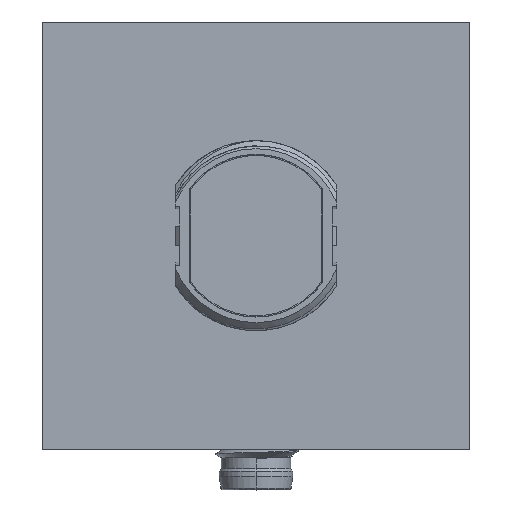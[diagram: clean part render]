
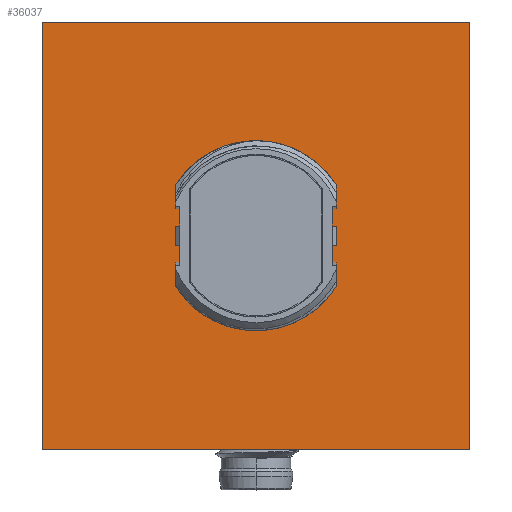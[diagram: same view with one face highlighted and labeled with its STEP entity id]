
A CAD part, top view. The second image highlights one B-rep face of the part: STEP entity #36037.
In plain terms, the highlighted face is planar.
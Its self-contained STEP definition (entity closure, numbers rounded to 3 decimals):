
#35998=DIRECTION('',(0.,-1.,0.));
#35999=VECTOR('',#35998,40.);
#36000=CARTESIAN_POINT('',(-20.,20.,1.935));
#36001=LINE('',#36000,#35999);
#36002=DIRECTION('',(1.,0.,0.));
#36003=VECTOR('',#36002,40.);
#36004=CARTESIAN_POINT('',(-20.,-20.,1.935));
#36005=LINE('',#36004,#36003);
#36006=DIRECTION('',(0.,1.,0.));
#36007=VECTOR('',#36006,40.);
#36008=CARTESIAN_POINT('',(20.,-20.,1.935));
#36009=LINE('',#36008,#36007);
#36010=DIRECTION('',(-1.,0.,0.));
#36011=VECTOR('',#36010,40.);
#36012=CARTESIAN_POINT('',(20.,20.,1.935));
#36013=LINE('',#36012,#36011);
#36014=CARTESIAN_POINT('',(-20.,-20.,1.935));
#36015=CARTESIAN_POINT('',(-20.,20.,1.935));
#36016=VERTEX_POINT('',#36014);
#36017=VERTEX_POINT('',#36015);
#36018=CARTESIAN_POINT('',(20.,-20.,1.935));
#36019=CARTESIAN_POINT('',(20.,20.,1.935));
#36020=VERTEX_POINT('',#36018);
#36021=VERTEX_POINT('',#36019);
#36022=CARTESIAN_POINT('',(-20.,-20.,1.935));
#36023=DIRECTION('',(0.,0.,-1.));
#36024=DIRECTION('',(0.,1.,0.));
#36025=AXIS2_PLACEMENT_3D('',#36022,#36023,#36024);
#36026=PLANE('',#36025);
#36028=ORIENTED_EDGE('',*,*,#36027,.T.);
#36030=ORIENTED_EDGE('',*,*,#36029,.T.);
#36032=ORIENTED_EDGE('',*,*,#36031,.T.);
#36034=ORIENTED_EDGE('',*,*,#36033,.T.);
#36035=EDGE_LOOP('',(#36028,#36030,#36032,#36034));
#36036=FACE_OUTER_BOUND('',#36035,.F.);
#36037=ADVANCED_FACE('',(#36036),#36026,.T.);
#36027=EDGE_CURVE('',#36017,#36016,#36001,.T.);
#36029=EDGE_CURVE('',#36016,#36020,#36005,.T.);
#36031=EDGE_CURVE('',#36020,#36021,#36009,.T.);
#36033=EDGE_CURVE('',#36021,#36017,#36013,.T.);
